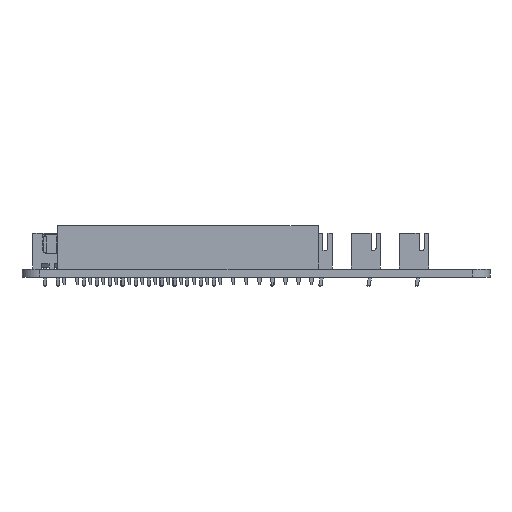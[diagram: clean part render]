
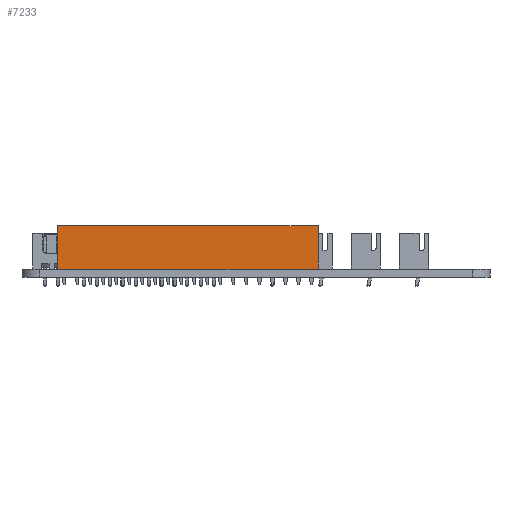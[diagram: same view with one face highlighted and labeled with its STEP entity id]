
A CAD part, front view. The second image highlights one B-rep face of the part: STEP entity #7233.
In plain terms, the highlighted face is planar.
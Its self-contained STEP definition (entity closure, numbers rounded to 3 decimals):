
#7233 = ADVANCED_FACE('',(#7234),#7268,.F.);
#7234 = FACE_BOUND('',#7235,.F.);
#7235 = EDGE_LOOP('',(#7236,#7246,#7254,#7262));
#7236 = ORIENTED_EDGE('',*,*,#7237,.T.);
#7237 = EDGE_CURVE('',#7238,#7240,#7242,.T.);
#7238 = VERTEX_POINT('',#7239);
#7239 = CARTESIAN_POINT('',(1.27,-49.53,0.));
#7240 = VERTEX_POINT('',#7241);
#7241 = CARTESIAN_POINT('',(1.27,-49.53,8.5));
#7242 = LINE('',#7243,#7244);
#7243 = CARTESIAN_POINT('',(1.27,-49.53,0.));
#7244 = VECTOR('',#7245,1.);
#7245 = DIRECTION('',(0.,0.,1.));
#7246 = ORIENTED_EDGE('',*,*,#7247,.T.);
#7247 = EDGE_CURVE('',#7240,#7248,#7250,.T.);
#7248 = VERTEX_POINT('',#7249);
#7249 = CARTESIAN_POINT('',(1.27,1.27,8.5));
#7250 = LINE('',#7251,#7252);
#7251 = CARTESIAN_POINT('',(1.27,-49.53,8.5));
#7252 = VECTOR('',#7253,1.);
#7253 = DIRECTION('',(0.,1.,0.));
#7254 = ORIENTED_EDGE('',*,*,#7255,.F.);
#7255 = EDGE_CURVE('',#7256,#7248,#7258,.T.);
#7256 = VERTEX_POINT('',#7257);
#7257 = CARTESIAN_POINT('',(1.27,1.27,0.));
#7258 = LINE('',#7259,#7260);
#7259 = CARTESIAN_POINT('',(1.27,1.27,0.));
#7260 = VECTOR('',#7261,1.);
#7261 = DIRECTION('',(0.,0.,1.));
#7262 = ORIENTED_EDGE('',*,*,#7263,.F.);
#7263 = EDGE_CURVE('',#7238,#7256,#7264,.T.);
#7264 = LINE('',#7265,#7266);
#7265 = CARTESIAN_POINT('',(1.27,-49.53,0.));
#7266 = VECTOR('',#7267,1.);
#7267 = DIRECTION('',(0.,1.,0.));
#7268 = PLANE('',#7269);
#7269 = AXIS2_PLACEMENT_3D('',#7270,#7271,#7272);
#7270 = CARTESIAN_POINT('',(1.27,-49.53,0.));
#7271 = DIRECTION('',(-1.,0.,0.));
#7272 = DIRECTION('',(0.,1.,0.));
